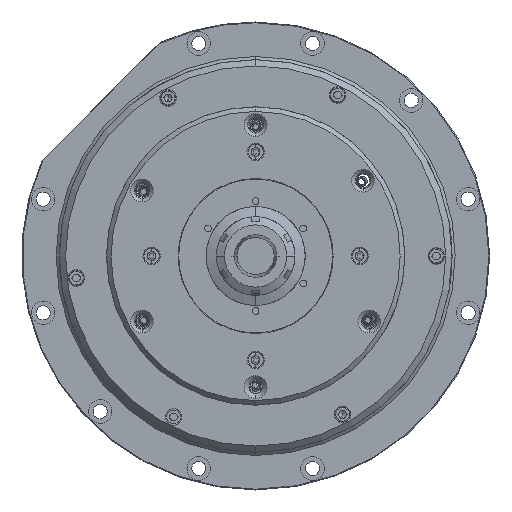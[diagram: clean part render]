
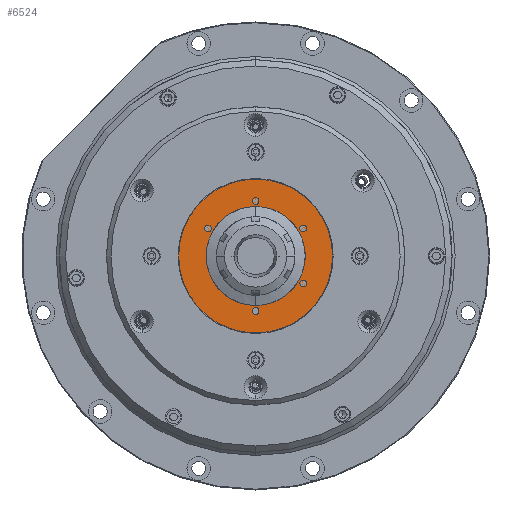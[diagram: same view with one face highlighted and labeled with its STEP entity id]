
A CAD part, left-side view. The second image highlights one B-rep face of the part: STEP entity #6524.
In plain terms, the highlighted planar face has unit normal (-1, 0, 0).
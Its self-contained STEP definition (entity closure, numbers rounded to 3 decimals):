
#357 = CARTESIAN_POINT ( 'NONE',  ( 0.5, -4.3, -37.183 ) ) ;
#579 = CARTESIAN_POINT ( 'NONE',  ( 0.5, 4.3, -37.183 ) ) ;
#1303 = DIRECTION ( 'NONE',  ( -1., 0., 0. ) ) ;
#3941 = DIRECTION ( 'NONE',  ( 0., 0., 1. ) ) ;
#4765 = EDGE_CURVE ( 'NONE', #15914, #40546, #44402, .T. ) ;
#4945 = DIRECTION ( 'NONE',  ( 0., 0., 1. ) ) ;
#5712 = CARTESIAN_POINT ( 'NONE',  ( 0.5, 0., -37.183 ) ) ;
#5792 = VERTEX_POINT ( 'NONE', #31847 ) ;
#6514 = CARTESIAN_POINT ( 'NONE',  ( 0.5, 0., 0. ) ) ;
#6524 = ADVANCED_FACE ( 'NONE', ( #31834, #43740, #37653 ), #52505, .F. ) ;
#7202 = ORIENTED_EDGE ( 'NONE', *, *, #13962, .T. ) ;
#9407 = EDGE_CURVE ( 'NONE', #50774, #10191, #39941, .T. ) ;
#10077 = CARTESIAN_POINT ( 'NONE',  ( 0.5, 0., -37.183 ) ) ;
#10191 = VERTEX_POINT ( 'NONE', #5712 ) ;
#10475 = EDGE_CURVE ( 'NONE', #43051, #5792, #34012, .T. ) ;
#12091 = CARTESIAN_POINT ( 'NONE',  ( 0.5, 0., 31.5 ) ) ;
#12627 = CARTESIAN_POINT ( 'NONE',  ( 0.5, 0., -32.817 ) ) ;
#13749 = CARTESIAN_POINT ( 'NONE',  ( 0.5, 0., 0. ) ) ;
#13962 = EDGE_CURVE ( 'NONE', #40546, #15914, #16171, .T. ) ;
#14282 = ORIENTED_EDGE ( 'NONE', *, *, #33822, .F. ) ;
#15914 = VERTEX_POINT ( 'NONE', #41311 ) ;
#16171 = CIRCLE ( 'NONE', #53397, 49. ) ;
#18028 = DIRECTION ( 'NONE',  ( -1., 0., 0. ) ) ;
#22908 = CARTESIAN_POINT ( 'NONE',  ( 0.5, 0., 0. ) ) ;
#23159 = CARTESIAN_POINT ( 'NONE',  ( 0.5, 0., -32.817 ) ) ;
#23616 = CIRCLE ( 'NONE', #39421, 31.5 ) ;
#24904 =( BOUNDED_CURVE ( )  B_SPLINE_CURVE ( 3, ( #10077, #579, #53926, #23159 ),
 .UNSPECIFIED., .F., .F. ) 
 B_SPLINE_CURVE_WITH_KNOTS ( ( 4, 4 ),
 ( 0., 3.142 ),
 .UNSPECIFIED. ) 
 CURVE ( )  GEOMETRIC_REPRESENTATION_ITEM ( )  RATIONAL_B_SPLINE_CURVE ( ( 1., 0.333, 0.333, 1. ) ) 
 REPRESENTATION_ITEM ( '' )  );
#25878 = EDGE_CURVE ( 'NONE', #10191, #50774, #24904, .T. ) ;
#26988 = AXIS2_PLACEMENT_3D ( 'NONE', #22908, #35513, #43999 ) ;
#27486 = AXIS2_PLACEMENT_3D ( 'NONE', #35470, #36749, #43607 ) ;
#28661 = CARTESIAN_POINT ( 'NONE',  ( 0.5, 0., -49. ) ) ;
#28910 = EDGE_LOOP ( 'NONE', ( #45479, #14282 ) ) ;
#29309 = DIRECTION ( 'NONE',  ( -1., 0., 0. ) ) ;
#29839 = CARTESIAN_POINT ( 'NONE',  ( 0.5, -4.3, -32.817 ) ) ;
#30864 = CARTESIAN_POINT ( 'NONE',  ( 0.5, 0., -32.817 ) ) ;
#31834 = FACE_BOUND ( 'NONE', #41581, .T. ) ;
#31847 = CARTESIAN_POINT ( 'NONE',  ( 0.5, 0., -31.5 ) ) ;
#33572 = CARTESIAN_POINT ( 'NONE',  ( 0.5, 0., 0. ) ) ;
#33729 = CARTESIAN_POINT ( 'NONE',  ( 0.5, 0., -37.183 ) ) ;
#33822 = EDGE_CURVE ( 'NONE', #5792, #43051, #23616, .T. ) ;
#34012 = CIRCLE ( 'NONE', #26988, 31.5 ) ;
#35470 = CARTESIAN_POINT ( 'NONE',  ( 0.5, 31.5, 0. ) ) ;
#35513 = DIRECTION ( 'NONE',  ( -1., 0., 0. ) ) ;
#36642 = AXIS2_PLACEMENT_3D ( 'NONE', #33572, #29309, #3941 ) ;
#36749 = DIRECTION ( 'NONE',  ( 1., 0., 0. ) ) ;
#37653 = FACE_OUTER_BOUND ( 'NONE', #50036, .T. ) ;
#39421 = AXIS2_PLACEMENT_3D ( 'NONE', #13749, #18028, #43317 ) ;
#39816 = ORIENTED_EDGE ( 'NONE', *, *, #25878, .T. ) ;
#39941 =( BOUNDED_CURVE ( )  B_SPLINE_CURVE ( 3, ( #12627, #29839, #357, #33729 ),
 .UNSPECIFIED., .F., .F. ) 
 B_SPLINE_CURVE_WITH_KNOTS ( ( 4, 4 ),
 ( 3.142, 6.283 ),
 .UNSPECIFIED. ) 
 CURVE ( )  GEOMETRIC_REPRESENTATION_ITEM ( )  RATIONAL_B_SPLINE_CURVE ( ( 1., 0.333, 0.333, 1. ) ) 
 REPRESENTATION_ITEM ( '' )  );
#40546 = VERTEX_POINT ( 'NONE', #28661 ) ;
#41311 = CARTESIAN_POINT ( 'NONE',  ( 0.5, 0., 49. ) ) ;
#41581 = EDGE_LOOP ( 'NONE', ( #39816, #43306 ) ) ;
#43051 = VERTEX_POINT ( 'NONE', #12091 ) ;
#43306 = ORIENTED_EDGE ( 'NONE', *, *, #9407, .T. ) ;
#43317 = DIRECTION ( 'NONE',  ( 0., 0., 1. ) ) ;
#43607 = DIRECTION ( 'NONE',  ( 0., 0., -1. ) ) ;
#43740 = FACE_BOUND ( 'NONE', #28910, .T. ) ;
#43999 = DIRECTION ( 'NONE',  ( 0., 0., 1. ) ) ;
#44402 = CIRCLE ( 'NONE', #36642, 49. ) ;
#45479 = ORIENTED_EDGE ( 'NONE', *, *, #10475, .F. ) ;
#50036 = EDGE_LOOP ( 'NONE', ( #52741, #7202 ) ) ;
#50774 = VERTEX_POINT ( 'NONE', #30864 ) ;
#52505 = PLANE ( 'NONE',  #27486 ) ;
#52741 = ORIENTED_EDGE ( 'NONE', *, *, #4765, .T. ) ;
#53397 = AXIS2_PLACEMENT_3D ( 'NONE', #6514, #1303, #4945 ) ;
#53926 = CARTESIAN_POINT ( 'NONE',  ( 0.5, 4.3, -32.817 ) ) ;
